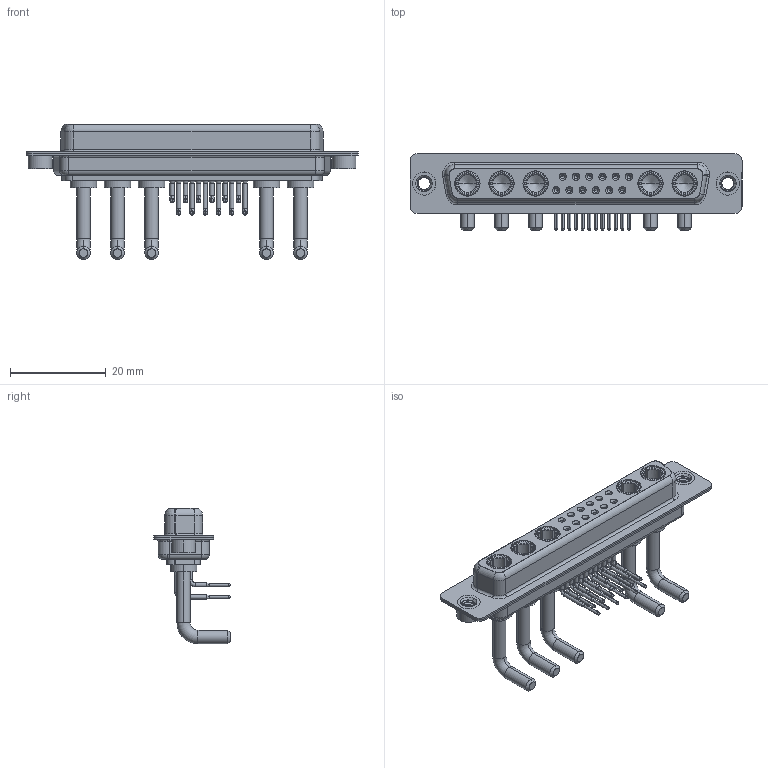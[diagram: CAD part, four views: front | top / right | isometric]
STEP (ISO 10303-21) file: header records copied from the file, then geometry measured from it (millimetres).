
FILE_DESCRIPTION (( 'STEP AP203' ), '1' );
FILE_NAME ('630-17W5650-2NA.STEP', '2022-06-07T00:38:33', ( '' ), ( '' ), 'SwSTEP 2.0', 'SolidWorks 2020', '' );
FILE_SCHEMA (( 'CONFIG_CONTROL_DESIGN' ));
Length unit declared in the file: millimetre
Products named in the file (8): Power Socket_Ext 20A RA; 630Combo Contact Row 1; 630Combo Shell Front_37 Contacts; 630Combo Contact Row 2; 630Combo Housing_17W5; 630Combo Shell Rear_37 Contacts; 630-17W5650-2NA; 630Combo Threaded Rivet_A
Assembly tree (22 placements, depth 2):
  630-17W5650-2NA
    630Combo Housing_17W5
    630Combo Shell Front_37 Contacts
    630Combo Shell Rear_37 Contacts
    630Combo Threaded Rivet_A  x2
    Power Socket_Ext 20A RA  x5
    630Combo Contact Row 1  x6
    630Combo Contact Row 2  x6
Bounding box: 69.4 x 16 x 28.33 mm (x, y, z)
Volume: 5887.7 mm3; surface area: 12700.7 mm2
Topology: 27 solids, 27 shells, 1299 faces, 3321 edges, 2104 vertices
Faces by surface type: cylinder 536, plane 392, cone 225, torus 87, bspline 59
Entity records: 20137 total; most frequent: CARTESIAN_POINT 4929, DIRECTION 3162, ORIENTED_EDGE 2778, EDGE_CURVE 1389, AXIS2_PLACEMENT_3D 1310, VERTEX_POINT 886, CIRCLE 720, EDGE_LOOP 683
